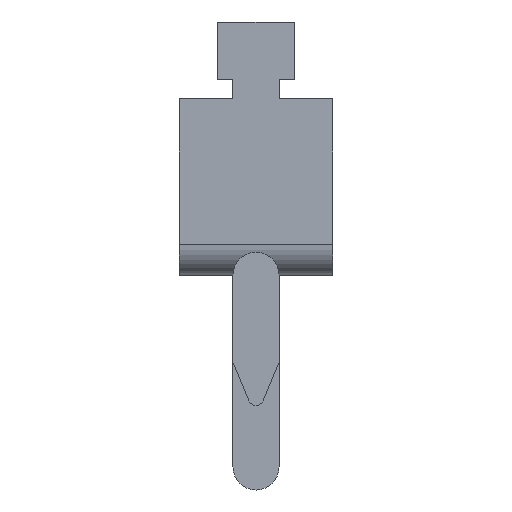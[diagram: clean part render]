
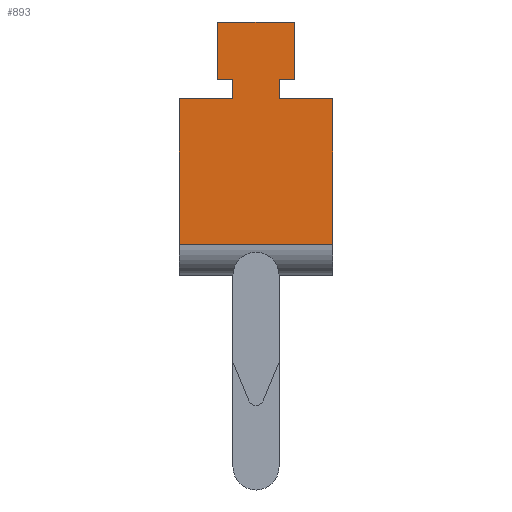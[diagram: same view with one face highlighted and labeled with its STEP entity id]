
A CAD part, front view. The second image highlights one B-rep face of the part: STEP entity #893.
In plain terms, the highlighted planar face has unit normal (0, -1, 0).
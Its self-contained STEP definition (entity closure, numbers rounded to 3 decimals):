
#893=ADVANCED_FACE('',(#2346),#2347,.F.);
#1871=VERTEX_POINT('',#3338);
#1887=VERTEX_POINT('',#3354);
#1897=VERTEX_POINT('',#3364);
#1899=EDGE_CURVE('',#1897,#1887,#3366,.T.);
#1907=VERTEX_POINT('',#3374);
#1909=EDGE_CURVE('',#1907,#1897,#3376,.T.);
#1913=VERTEX_POINT('',#3380);
#1915=EDGE_CURVE('',#1913,#1907,#3382,.T.);
#1953=VERTEX_POINT('',#3420);
#1957=VERTEX_POINT('',#3424);
#1959=EDGE_CURVE('',#1957,#1953,#3426,.T.);
#1963=VERTEX_POINT('',#3430);
#1967=EDGE_CURVE('',#1963,#1957,#3434,.T.);
#1969=VERTEX_POINT('',#3436);
#1971=EDGE_CURVE('',#1953,#1969,#3438,.T.);
#1973=EDGE_CURVE('',#1969,#1913,#3440,.T.);
#1975=EDGE_CURVE('',#1887,#1871,#3442,.T.);
#1977=VERTEX_POINT('',#3444);
#1979=EDGE_CURVE('',#1977,#1871,#3446,.T.);
#1981=VERTEX_POINT('',#3448);
#1983=EDGE_CURVE('',#1981,#1977,#3450,.T.);
#1985=VERTEX_POINT('',#3452);
#1987=EDGE_CURVE('',#1981,#1985,#3454,.T.);
#1989=EDGE_CURVE('',#1985,#1963,#3456,.T.);
#2346=FACE_OUTER_BOUND('',#3803,.T.);
#2347=PLANE('',#3804);
#3338=CARTESIAN_POINT('',(20.0,38.0,32.0));
#3354=CARTESIAN_POINT('',(0.0,38.0,32.0));
#3364=CARTESIAN_POINT('',(0.0,38.0,51.0));
#3366=LINE('',#5424,#5425);
#3374=CARTESIAN_POINT('',(7.0,38.0,51.0));
#3376=LINE('',#5440,#5441);
#3380=CARTESIAN_POINT('',(7.0,38.0,53.5));
#3382=LINE('',#5450,#5451);
#3420=CARTESIAN_POINT('',(5.0,38.0,61.0));
#3424=CARTESIAN_POINT('',(15.0,38.0,61.0));
#3426=LINE('',#5518,#5519);
#3430=CARTESIAN_POINT('',(15.0,38.0,53.5));
#3434=LINE('',#5532,#5533);
#3436=CARTESIAN_POINT('',(5.0,38.0,53.5));
#3438=LINE('',#5538,#5539);
#3440=LINE('',#5542,#5543);
#3442=LINE('',#5546,#5547);
#3444=CARTESIAN_POINT('',(20.0,38.0,51.0));
#3446=LINE('',#5552,#5553);
#3448=CARTESIAN_POINT('',(13.0,38.0,51.0));
#3450=LINE('',#5558,#5559);
#3452=CARTESIAN_POINT('',(13.0,38.0,53.5));
#3454=LINE('',#5564,#5565);
#3456=LINE('',#5568,#5569);
#3803=EDGE_LOOP('',(#6608,#6609,#6610,#6611,#6612,#6613,#6614,#6615,#6616,#6617,#6618,#6619));
#3804=AXIS2_PLACEMENT_3D('',#6620,#6621,#6622);
#5424=CARTESIAN_POINT('',(0.0,38.0,51.0));
#5425=VECTOR('',#7329,19.0);
#5440=CARTESIAN_POINT('',(7.0,38.0,51.0));
#5441=VECTOR('',#7332,7.0);
#5450=CARTESIAN_POINT('',(7.0,38.0,53.5));
#5451=VECTOR('',#7334,2.5);
#5518=CARTESIAN_POINT('',(15.0,38.0,61.0));
#5519=VECTOR('',#7346,10.0);
#5532=CARTESIAN_POINT('',(15.0,38.0,53.5));
#5533=VECTOR('',#7349,7.5);
#5538=CARTESIAN_POINT('',(5.0,38.0,61.0));
#5539=VECTOR('',#7350,7.5);
#5542=CARTESIAN_POINT('',(5.0,38.0,53.5));
#5543=VECTOR('',#7351,2.0);
#5546=CARTESIAN_POINT('',(0.0,38.0,32.0));
#5547=VECTOR('',#7352,20.0);
#5552=CARTESIAN_POINT('',(20.0,38.0,51.0));
#5553=VECTOR('',#7353,19.0);
#5558=CARTESIAN_POINT('',(13.0,38.0,51.0));
#5559=VECTOR('',#7354,7.0);
#5564=CARTESIAN_POINT('',(13.0,38.0,51.0));
#5565=VECTOR('',#7355,2.5);
#5568=CARTESIAN_POINT('',(13.0,38.0,53.5));
#5569=VECTOR('',#7356,2.0);
#6608=ORIENTED_EDGE('',*,*,#1971,.T.);
#6609=ORIENTED_EDGE('',*,*,#1973,.T.);
#6610=ORIENTED_EDGE('',*,*,#1915,.T.);
#6611=ORIENTED_EDGE('',*,*,#1909,.T.);
#6612=ORIENTED_EDGE('',*,*,#1899,.T.);
#6613=ORIENTED_EDGE('',*,*,#1975,.T.);
#6614=ORIENTED_EDGE('',*,*,#1979,.F.);
#6615=ORIENTED_EDGE('',*,*,#1983,.F.);
#6616=ORIENTED_EDGE('',*,*,#1987,.T.);
#6617=ORIENTED_EDGE('',*,*,#1989,.T.);
#6618=ORIENTED_EDGE('',*,*,#1967,.T.);
#6619=ORIENTED_EDGE('',*,*,#1959,.T.);
#6620=CARTESIAN_POINT('',(0.0,38.0,32.0));
#6621=DIRECTION('',(-0.0,1.0,0.0));
#6622=DIRECTION('',(1.0,0.0,0.0));
#7329=DIRECTION('',(0.0,0.0,-1.0));
#7332=DIRECTION('',(-1.0,0.0,0.0));
#7334=DIRECTION('',(0.0,0.0,-1.0));
#7346=DIRECTION('',(-1.0,0.0,0.0));
#7349=DIRECTION('',(0.0,0.0,1.0));
#7350=DIRECTION('',(0.0,0.0,-1.0));
#7351=DIRECTION('',(1.0,0.0,0.0));
#7352=DIRECTION('',(1.0,0.0,0.0));
#7353=DIRECTION('',(0.0,0.0,-1.0));
#7354=DIRECTION('',(1.0,0.0,0.0));
#7355=DIRECTION('',(0.0,0.0,1.0));
#7356=DIRECTION('',(1.0,0.0,0.0));
